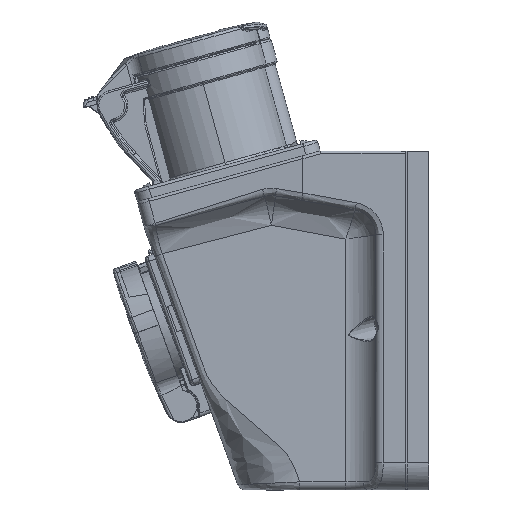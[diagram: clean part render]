
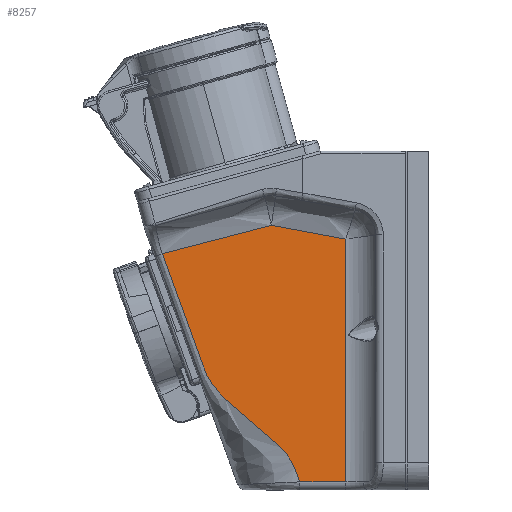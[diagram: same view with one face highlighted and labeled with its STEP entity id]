
A CAD part, left-side view. The second image highlights one B-rep face of the part: STEP entity #8257.
In plain terms, the highlighted planar face has unit normal (-1, 0.009, 0).
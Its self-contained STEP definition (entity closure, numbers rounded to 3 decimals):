
#2264 = EDGE_CURVE ( 'NONE', #104370, #12598, #43516, .T. ) ;
#4169 = CARTESIAN_POINT ( 'NONE',  ( -30.242, 47.573, -122. ) ) ;
#6425 = CARTESIAN_POINT ( 'NONE',  ( -29.784, 98.254, -37.834 ) ) ;
#7945 = DIRECTION ( 'NONE',  ( 0., 0., 1. ) ) ;
#8257 = ADVANCED_FACE ( 'NONE', ( #95530 ), #51521, .T. ) ;
#8497 = CARTESIAN_POINT ( 'NONE',  ( -29.784, 98.254, -37.834 ) ) ;
#9362 = CARTESIAN_POINT ( 'NONE',  ( -30.5, 19., -122. ) ) ;
#12598 = VERTEX_POINT ( 'NONE', #29951 ) ;
#26961 = CARTESIAN_POINT ( 'NONE',  ( -30.23, 48.916, -29.108 ) ) ;
#27006 = CARTESIAN_POINT ( 'NONE',  ( -30.026, 71.44, -30.922 ) ) ;
#28034 = ORIENTED_EDGE ( 'NONE', *, *, #2264, .T. ) ;
#29951 = CARTESIAN_POINT ( 'NONE',  ( -30.395, 30.63, -122. ) ) ;
#31715 = B_SPLINE_CURVE_WITH_KNOTS ( 'NONE', 3,
 ( #113289, #27006, #97059, #8497 ),
 .UNSPECIFIED., .F., .F.,
 ( 4, 4 ),
 ( 0., 0.042 ),
 .UNSPECIFIED. ) ;
#34025 = CARTESIAN_POINT ( 'NONE',  ( -30.395, 30.63, -22.5 ) ) ;
#35288 = VERTEX_POINT ( 'NONE', #73524 ) ;
#35804 = CARTESIAN_POINT ( 'NONE',  ( -30.242, 47.573, -122. ) ) ;
#36798 = CARTESIAN_POINT ( 'NONE',  ( -30.312, 39.775, -30.805 ) ) ;
#37363 = CARTESIAN_POINT ( 'NONE',  ( -30.147, 58.054, -27.388 ) ) ;
#37726 = B_SPLINE_CURVE_WITH_KNOTS ( 'NONE', 3,
 ( #72653, #36798, #26961, #37363 ),
 .UNSPECIFIED., .F., .F.,
 ( 4, 4 ),
 ( 0., 0.028 ),
 .UNSPECIFIED. ) ;
#38425 = ORIENTED_EDGE ( 'NONE', *, *, #86847, .T. ) ;
#40627 = CARTESIAN_POINT ( 'NONE',  ( -29.831, 93.03, -52.189 ) ) ;
#42596 = VECTOR ( 'NONE', #7945, 1000. ) ;
#43516 = LINE ( 'NONE', #9362, #110582 ) ;
#46404 = VERTEX_POINT ( 'NONE', #94821 ) ;
#46638 = ORIENTED_EDGE ( 'NONE', *, *, #64610, .T. ) ;
#49281 = CARTESIAN_POINT ( 'NONE',  ( -30.232, 48.66, -119.014 ) ) ;
#51521 = PLANE ( 'NONE',  #54094 ) ;
#51925 = LINE ( 'NONE', #34025, #42596 ) ;
#54094 = AXIS2_PLACEMENT_3D ( 'NONE', #78182, #68349, #103639 ) ;
#57758 = EDGE_CURVE ( 'NONE', #35288, #106576, #37726, .T. ) ;
#64610 = EDGE_CURVE ( 'NONE', #46404, #104370, #98760, .T. ) ;
#66110 = CARTESIAN_POINT ( 'NONE',  ( -30.227, 49.203, -117.521 ) ) ;
#67256 = CARTESIAN_POINT ( 'NONE',  ( -30.18, 54.428, -103.166 ) ) ;
#68349 = DIRECTION ( 'NONE',  ( -1., 0.009, 0. ) ) ;
#69450 = ORIENTED_EDGE ( 'NONE', *, *, #109084, .T. ) ;
#72523 = EDGE_LOOP ( 'NONE', ( #46638, #28034, #38425, #104561, #69450 ) ) ;
#72653 = CARTESIAN_POINT ( 'NONE',  ( -30.395, 30.63, -32.481 ) ) ;
#72683 = CARTESIAN_POINT ( 'NONE',  ( -30.147, 58.054, -27.388 ) ) ;
#73524 = CARTESIAN_POINT ( 'NONE',  ( -30.395, 30.63, -32.481 ) ) ;
#78182 = CARTESIAN_POINT ( 'NONE',  ( -30.5, 19., -22.5 ) ) ;
#83467 = CARTESIAN_POINT ( 'NONE',  ( -30.237, 48.116, -120.507 ) ) ;
#86847 = EDGE_CURVE ( 'NONE', #12598, #35288, #51925, .T. ) ;
#93304 = CARTESIAN_POINT ( 'NONE',  ( -29.926, 82.58, -80.899 ) ) ;
#94821 = CARTESIAN_POINT ( 'NONE',  ( -29.784, 98.254, -37.834 ) ) ;
#95530 = FACE_OUTER_BOUND ( 'NONE', #72523, .T. ) ;
#96017 = DIRECTION ( 'NONE',  ( -0.009, -1., 0. ) ) ;
#97059 = CARTESIAN_POINT ( 'NONE',  ( -29.905, 84.84, -34.407 ) ) ;
#98760 = B_SPLINE_CURVE_WITH_KNOTS ( 'NONE', 3,
 ( #6425, #40627, #103112, #93304, #101411, #67256, #66110, #49281, #83467, #4169 ),
 .UNSPECIFIED., .F., .F.,
 ( 4, 3, 3, 4 ),
 ( 0., 0.153, 0.307, 0.323 ),
 .UNSPECIFIED. ) ;
#101411 = CARTESIAN_POINT ( 'NONE',  ( -29.973, 77.355, -95.254 ) ) ;
#103112 = CARTESIAN_POINT ( 'NONE',  ( -29.878, 87.805, -66.544 ) ) ;
#103639 = DIRECTION ( 'NONE',  ( 0.009, 1., 0. ) ) ;
#104370 = VERTEX_POINT ( 'NONE', #35804 ) ;
#104561 = ORIENTED_EDGE ( 'NONE', *, *, #57758, .T. ) ;
#106576 = VERTEX_POINT ( 'NONE', #72683 ) ;
#109084 = EDGE_CURVE ( 'NONE', #106576, #46404, #31715, .T. ) ;
#110582 = VECTOR ( 'NONE', #96017, 1000. ) ;
#113289 = CARTESIAN_POINT ( 'NONE',  ( -30.147, 58.054, -27.388 ) ) ;
